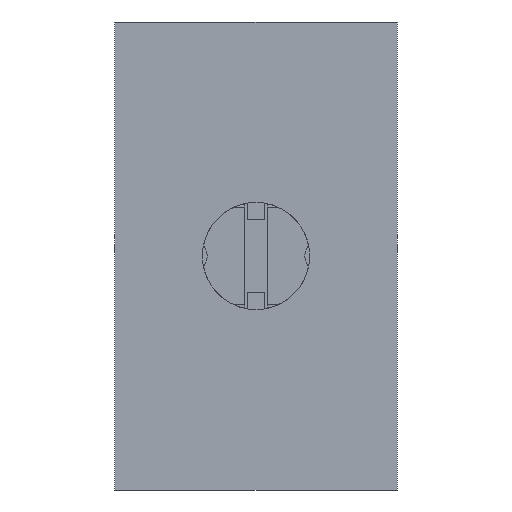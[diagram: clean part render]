
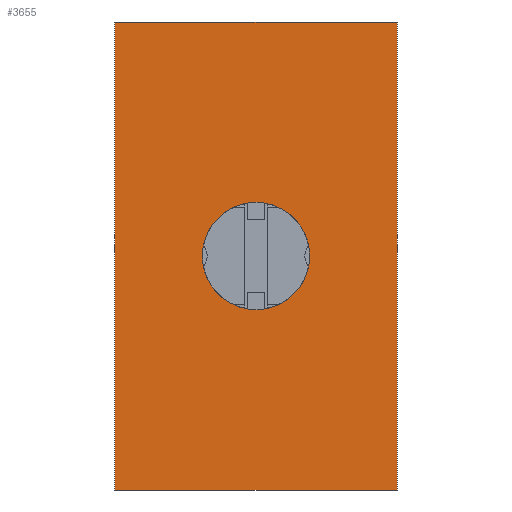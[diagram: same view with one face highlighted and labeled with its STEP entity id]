
A CAD part, front view. The second image highlights one B-rep face of the part: STEP entity #3655.
In plain terms, the highlighted free-form (B-spline) face has degree [1, 1] with [2, 2] control points.
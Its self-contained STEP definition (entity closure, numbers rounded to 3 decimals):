
#3502 = VERTEX_POINT('',#3503);
#3503 = CARTESIAN_POINT('',(0.,-25.797,
    5.447));
#3508 = EDGE_CURVE('',#3509,#3502,#3511,.T.);
#3509 = VERTEX_POINT('',#3510);
#3510 = CARTESIAN_POINT('',(0.,-25.797,
    -5.447));
#3511 = ( BOUNDED_CURVE() B_SPLINE_CURVE(2,(#3512,#3513,#3514,#3515,
#3516),.UNSPECIFIED.,.F.,.F.) B_SPLINE_CURVE_WITH_KNOTS((3,2,3),(
    3.142,4.712,6.283),
.PIECEWISE_BEZIER_KNOTS.) CURVE() GEOMETRIC_REPRESENTATION_ITEM() 
RATIONAL_B_SPLINE_CURVE((1.,0.707,1.,0.707,1.)) 
REPRESENTATION_ITEM('') );
#3512 = CARTESIAN_POINT('',(0.,-25.797,
    -5.447));
#3513 = CARTESIAN_POINT('',(5.447,-25.797,
    -5.447));
#3514 = CARTESIAN_POINT('',(5.447,-25.797,
    0.));
#3515 = CARTESIAN_POINT('',(5.447,-25.797,
    5.447));
#3516 = CARTESIAN_POINT('',(0.,-25.797,
    5.447));
#3557 = VERTEX_POINT('',#3558);
#3558 = CARTESIAN_POINT('',(14.315,-25.797,
    -23.749));
#3563 = EDGE_CURVE('',#3557,#3564,#3566,.T.);
#3564 = VERTEX_POINT('',#3565);
#3565 = CARTESIAN_POINT('',(-14.315,-25.797,
    -23.749));
#3566 = B_SPLINE_CURVE_WITH_KNOTS('',1,(#3567,#3568),.UNSPECIFIED.,.F.,
  .F.,(2,2),(0.,32.85),.PIECEWISE_BEZIER_KNOTS.);
#3567 = CARTESIAN_POINT('',(14.315,-25.797,
    -23.749));
#3568 = CARTESIAN_POINT('',(-14.315,-25.797,
    -23.749));
#3591 = VERTEX_POINT('',#3592);
#3592 = CARTESIAN_POINT('',(14.315,-25.797,
    23.749));
#3597 = EDGE_CURVE('',#3557,#3591,#3598,.T.);
#3598 = B_SPLINE_CURVE_WITH_KNOTS('',1,(#3599,#3600),.UNSPECIFIED.,.F.,
  .F.,(2,2),(0.,54.5),.PIECEWISE_BEZIER_KNOTS.);
#3599 = CARTESIAN_POINT('',(14.315,-25.797,
    -23.749));
#3600 = CARTESIAN_POINT('',(14.315,-25.797,
    23.749));
#3619 = VERTEX_POINT('',#3620);
#3620 = CARTESIAN_POINT('',(-14.315,-25.797,
    23.749));
#3625 = EDGE_CURVE('',#3591,#3619,#3626,.T.);
#3626 = B_SPLINE_CURVE_WITH_KNOTS('',1,(#3627,#3628),.UNSPECIFIED.,.F.,
  .F.,(2,2),(0.,32.85),.PIECEWISE_BEZIER_KNOTS.);
#3627 = CARTESIAN_POINT('',(14.315,-25.797,
    23.749));
#3628 = CARTESIAN_POINT('',(-14.315,-25.797,
    23.749));
#3645 = EDGE_CURVE('',#3564,#3619,#3646,.T.);
#3646 = B_SPLINE_CURVE_WITH_KNOTS('',1,(#3647,#3648),.UNSPECIFIED.,.F.,
  .F.,(2,2),(0.,54.5),.PIECEWISE_BEZIER_KNOTS.);
#3647 = CARTESIAN_POINT('',(-14.315,-25.797,
    -23.749));
#3648 = CARTESIAN_POINT('',(-14.315,-25.797,
    23.749));
#3655 = ADVANCED_FACE('',(#3656,#3667),#3673,.F.);
#3656 = FACE_BOUND('',#3657,.T.);
#3657 = EDGE_LOOP('',(#3658,#3666));
#3658 = ORIENTED_EDGE('',*,*,#3659,.F.);
#3659 = EDGE_CURVE('',#3502,#3509,#3660,.T.);
#3660 = ( BOUNDED_CURVE() B_SPLINE_CURVE(2,(#3661,#3662,#3663,#3664,
#3665),.UNSPECIFIED.,.F.,.F.) B_SPLINE_CURVE_WITH_KNOTS((3,2,3),(0.,
1.571,3.142),.PIECEWISE_BEZIER_KNOTS.) CURVE() 
GEOMETRIC_REPRESENTATION_ITEM() RATIONAL_B_SPLINE_CURVE((1.,
0.707,1.,0.707,1.)) REPRESENTATION_ITEM('') );
#3661 = CARTESIAN_POINT('',(0.,-25.797,
    5.447));
#3662 = CARTESIAN_POINT('',(-5.447,-25.797,
    5.447));
#3663 = CARTESIAN_POINT('',(-5.447,-25.797,
    0.));
#3664 = CARTESIAN_POINT('',(-5.447,-25.797,
    -5.447));
#3665 = CARTESIAN_POINT('',(0.,-25.797,
    -5.447));
#3666 = ORIENTED_EDGE('',*,*,#3508,.F.);
#3667 = FACE_BOUND('',#3668,.T.);
#3668 = EDGE_LOOP('',(#3669,#3670,#3671,#3672));
#3669 = ORIENTED_EDGE('',*,*,#3563,.F.);
#3670 = ORIENTED_EDGE('',*,*,#3597,.T.);
#3671 = ORIENTED_EDGE('',*,*,#3625,.T.);
#3672 = ORIENTED_EDGE('',*,*,#3645,.F.);
#3673 = B_SPLINE_SURFACE_WITH_KNOTS('',1,1,(
    (#3674,#3675)
    ,(#3676,#3677
  )),.UNSPECIFIED.,.F.,.F.,.F.,(2,2),(2,2),(-27.25,27.25),(-16.425,
    16.425),.PIECEWISE_BEZIER_KNOTS.);
#3674 = CARTESIAN_POINT('',(14.315,-25.797,
    23.749));
#3675 = CARTESIAN_POINT('',(-14.315,-25.797,
    23.749));
#3676 = CARTESIAN_POINT('',(14.315,-25.797,
    -23.749));
#3677 = CARTESIAN_POINT('',(-14.315,-25.797,
    -23.749));
